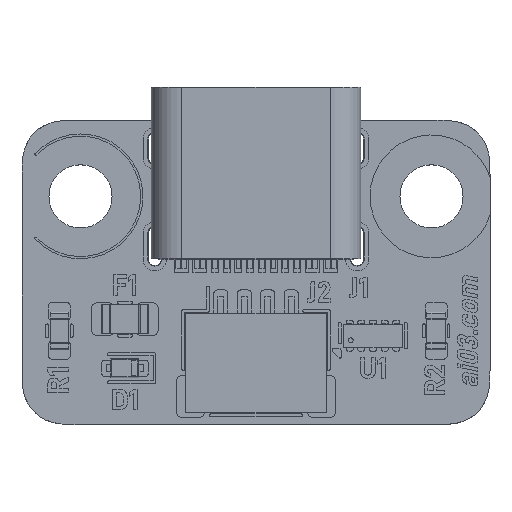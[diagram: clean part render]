
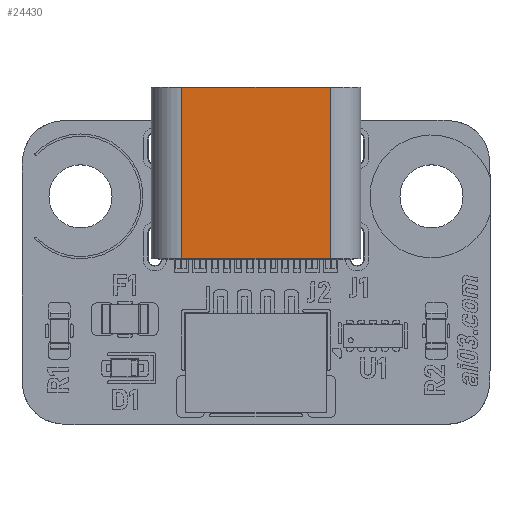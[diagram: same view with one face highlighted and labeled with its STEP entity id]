
A CAD part, top view. The second image highlights one B-rep face of the part: STEP entity #24430.
In plain terms, the highlighted planar face has unit normal (0, 0, 1).
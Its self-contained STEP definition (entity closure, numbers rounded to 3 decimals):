
#1773=FACE_OUTER_BOUND('',#2798,.T.);
#2798=EDGE_LOOP('',(#17576,#17577,#17578,#17579));
#4127=LINE('',#35226,#7125);
#4128=LINE('',#35230,#7126);
#4129=LINE('',#35232,#7127);
#4130=LINE('',#35233,#7128);
#7125=VECTOR('',#28211,1.);
#7126=VECTOR('',#28216,1.);
#7127=VECTOR('',#28217,1.);
#7128=VECTOR('',#28218,1.);
#10059=VERTEX_POINT('',#35223);
#10060=VERTEX_POINT('',#35225);
#10061=VERTEX_POINT('',#35229);
#10062=VERTEX_POINT('',#35231);
#13307=EDGE_CURVE('',#10059,#10060,#4127,.T.);
#13309=EDGE_CURVE('',#10059,#10061,#4128,.T.);
#13310=EDGE_CURVE('',#10061,#10062,#4129,.T.);
#13311=EDGE_CURVE('',#10062,#10060,#4130,.T.);
#17576=ORIENTED_EDGE('',*,*,#13309,.T.);
#17577=ORIENTED_EDGE('',*,*,#13310,.T.);
#17578=ORIENTED_EDGE('',*,*,#13311,.T.);
#17579=ORIENTED_EDGE('',*,*,#13307,.F.);
#23297=PLANE('',#25721);
#24430=ADVANCED_FACE('',(#1773),#23297,.T.);
#25721=AXIS2_PLACEMENT_3D('',#35228,#28214,#28215);
#28211=DIRECTION('',(0.,-1.,0.));
#28214=DIRECTION('center_axis',(0.,0.,1.));
#28215=DIRECTION('ref_axis',(1.,0.,0.));
#28216=DIRECTION('',(-1.,0.,0.));
#28217=DIRECTION('',(0.,-1.,0.));
#28218=DIRECTION('',(1.,0.,0.));
#35223=CARTESIAN_POINT('',(3.17,7.32,3.26));
#35225=CARTESIAN_POINT('',(3.17,0.,3.26));
#35226=CARTESIAN_POINT('',(3.17,0.,3.26));
#35228=CARTESIAN_POINT('Origin',(0.,3.675,3.26));
#35229=CARTESIAN_POINT('',(-3.17,7.32,3.26));
#35230=CARTESIAN_POINT('',(0.,7.32,3.26));
#35231=CARTESIAN_POINT('',(-3.17,0.,3.26));
#35232=CARTESIAN_POINT('',(-3.17,0.,3.26));
#35233=CARTESIAN_POINT('',(4.47,0.,3.26));
